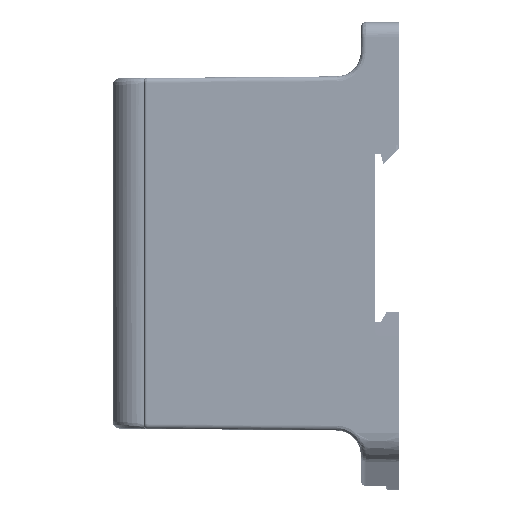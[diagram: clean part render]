
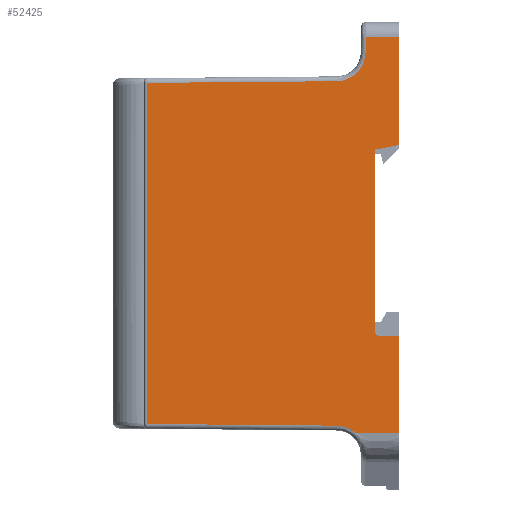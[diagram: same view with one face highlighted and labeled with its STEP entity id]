
A CAD part, left-side view. The second image highlights one B-rep face of the part: STEP entity #52425.
In plain terms, the highlighted planar face has unit normal (-1, 0.009, 0).
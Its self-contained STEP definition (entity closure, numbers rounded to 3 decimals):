
#5633=DIRECTION('',(-0.009,-0.978,0.208));
#5634=VECTOR('',#5633,3.48);
#5635=CARTESIAN_POINT('',(-42.337,-5.2,21.51));
#5636=LINE('',#5635,#5634);
#5640=DIRECTION('',(-0.009,-1.,0.009));
#5641=VECTOR('',#5640,1.2);
#5642=CARTESIAN_POINT('',(-42.326,-4.,21.5));
#5643=LINE('',#5642,#5641);
#5647=DIRECTION('',(0.009,1.,0.009));
#5648=VECTOR('',#5647,4.009);
#5649=CARTESIAN_POINT('',(-42.37,-9.,-17.));
#5650=LINE('',#5649,#5648);
#5654=DIRECTION('',(0.,0.,-1.));
#5655=VECTOR('',#5654,19.801);
#5656=CARTESIAN_POINT('',(-42.37,-9.,-17.));
#5657=LINE('',#5656,#5655);
#5661=CARTESIAN_POINT('',(-42.291,0.044,
-36.801));
#5662=CARTESIAN_POINT('',(-42.29,0.175,
-36.687));
#5663=CARTESIAN_POINT('',(-42.287,0.446,
-36.474));
#5664=CARTESIAN_POINT('',(-42.284,0.877,
-36.19));
#5665=CARTESIAN_POINT('',(-42.28,1.331,
-35.944));
#5666=CARTESIAN_POINT('',(-42.276,1.799,
-35.74));
#5667=CARTESIAN_POINT('',(-42.271,2.277,
-35.579));
#5668=CARTESIAN_POINT('',(-42.267,2.765,
-35.458));
#5669=CARTESIAN_POINT('',(-42.263,3.295,
-35.373));
#5670=CARTESIAN_POINT('',(-42.259,3.698,
-35.347));
#5671=CARTESIAN_POINT('',(-42.257,3.91,
-35.345));
#5676=DIRECTION('',(0.009,1.,0.009));
#5677=VECTOR('',#5676,38.997);
#5678=CARTESIAN_POINT('',(-42.257,3.91,
-35.345));
#5679=LINE('',#5678,#5677);
#5683=DIRECTION('',(0.,0.,1.));
#5684=VECTOR('',#5683,70.009);
#5685=CARTESIAN_POINT('',(-41.917,42.904,
-35.004));
#5686=LINE('',#5685,#5684);
#5690=DIRECTION('',(0.009,1.,-0.009));
#5691=VECTOR('',#5690,38.997);
#5692=CARTESIAN_POINT('',(-42.257,3.91,35.345));
#5693=LINE('',#5692,#5691);
#5697=CARTESIAN_POINT('',(-42.309,-2.037,
41.292));
#5698=CARTESIAN_POINT('',(-42.309,-2.034,
40.888));
#5699=CARTESIAN_POINT('',(-42.308,-1.945,
40.109));
#5700=CARTESIAN_POINT('',(-42.305,-1.617,
39.046));
#5701=CARTESIAN_POINT('',(-42.301,-1.092,
38.044));
#5702=CARTESIAN_POINT('',(-42.295,-0.383,
37.158));
#5703=CARTESIAN_POINT('',(-42.287,0.453,
36.434));
#5704=CARTESIAN_POINT('',(-42.278,1.47,35.841));
#5705=CARTESIAN_POINT('',(-42.268,2.659,35.444));
#5706=CARTESIAN_POINT('',(-42.261,3.483,35.348));
#5707=CARTESIAN_POINT('',(-42.257,3.91,35.345));
#5712=DIRECTION('',(0.,0.009,-1.));
#5713=VECTOR('',#5712,3.208);
#5714=CARTESIAN_POINT('',(-42.309,-2.065,
44.5));
#5715=LINE('',#5714,#5713);
#5719=DIRECTION('',(-0.009,-1.,0.));
#5720=VECTOR('',#5719,6.935);
#5721=CARTESIAN_POINT('',(-42.309,-2.065,
44.5));
#5722=LINE('',#5721,#5720);
#5726=CARTESIAN_POINT('',(-42.366,-8.604,
22.234));
#5727=CARTESIAN_POINT('',(-42.368,-8.736,
22.262));
#5728=CARTESIAN_POINT('',(-42.369,-8.909,
22.392));
#5729=CARTESIAN_POINT('',(-42.37,-9.,22.588));
#5730=CARTESIAN_POINT('',(-42.37,-9.,22.723));
#6337=DIRECTION('',(0.,0.,1.));
#6338=VECTOR('',#6337,21.777);
#6339=CARTESIAN_POINT('',(-42.37,-9.,22.723));
#6340=LINE('',#6339,#6338);
#6350=CARTESIAN_POINT('',(-42.37,-9.,44.5));
#7908=DIRECTION('',(-0.009,-1.,0.));
#7909=VECTOR('',#7908,9.044);
#7910=CARTESIAN_POINT('',(-42.291,0.044,
-36.801));
#7911=LINE('',#7910,#7909);
#10785=CARTESIAN_POINT('',(-41.917,42.904,
-35.004));
#25077=CARTESIAN_POINT('',(-41.917,42.904,
35.004));
#26473=DIRECTION('',(0.,0.,1.));
#26474=VECTOR('',#26473,37.465);
#26475=CARTESIAN_POINT('',(-42.326,-4.,-15.965));
#26476=LINE('',#26475,#26474);
#33012=CARTESIAN_POINT('',(-42.335,-4.991,
-16.965));
#33013=CARTESIAN_POINT('',(-42.332,-4.661,
-16.962));
#33014=CARTESIAN_POINT('',(-42.328,-4.249,
-16.709));
#33015=CARTESIAN_POINT('',(-42.326,-4.,-16.295));
#33016=CARTESIAN_POINT('',(-42.326,-4.,-15.965));
#42682=CARTESIAN_POINT('',(-42.37,-9.,-36.801));
#42683=VERTEX_POINT('',#42682);
#42840=CARTESIAN_POINT('',(-42.326,-4.,21.5));
#42841=CARTESIAN_POINT('',(-42.337,-5.2,21.51));
#42842=VERTEX_POINT('',#42840);
#42843=VERTEX_POINT('',#42841);
#42901=VERTEX_POINT('',#6350);
#43040=VERTEX_POINT('',#5661);
#43041=VERTEX_POINT('',#5671);
#43141=VERTEX_POINT('',#5697);
#43142=VERTEX_POINT('',#5707);
#43145=CARTESIAN_POINT('',(-42.309,-2.065,
44.5));
#43146=VERTEX_POINT('',#43145);
#43636=VERTEX_POINT('',#25077);
#43775=VERTEX_POINT('',#10785);
#44066=CARTESIAN_POINT('',(-42.366,-8.604,
22.234));
#44068=VERTEX_POINT('',#44066);
#44070=CARTESIAN_POINT('',(-42.37,-9.,22.723));
#44072=VERTEX_POINT('',#44070);
#47609=CARTESIAN_POINT('',(-42.37,-9.,-17.));
#47610=VERTEX_POINT('',#47609);
#47618=CARTESIAN_POINT('',(-42.326,-4.,-15.965));
#47620=VERTEX_POINT('',#47618);
#47622=CARTESIAN_POINT('',(-42.335,-4.991,
-16.965));
#47623=VERTEX_POINT('',#47622);
#52388=CARTESIAN_POINT('',(-42.3,-1.,-38.46));
#52389=DIRECTION('',(-1.,0.009,0.));
#52390=DIRECTION('',(0.,0.,1.));
#52391=AXIS2_PLACEMENT_3D('',#52388,#52389,#52390);
#52392=PLANE('',#52391);
#52393=ORIENTED_EDGE('',*,*,#52353,.F.);
#52395=ORIENTED_EDGE('',*,*,#52394,.F.);
#52397=ORIENTED_EDGE('',*,*,#52396,.F.);
#52399=ORIENTED_EDGE('',*,*,#52398,.F.);
#52401=ORIENTED_EDGE('',*,*,#52400,.F.);
#52403=ORIENTED_EDGE('',*,*,#52402,.T.);
#52405=ORIENTED_EDGE('',*,*,#52404,.F.);
#52407=ORIENTED_EDGE('',*,*,#52406,.T.);
#52409=ORIENTED_EDGE('',*,*,#52408,.T.);
#52411=ORIENTED_EDGE('',*,*,#52410,.T.);
#52413=ORIENTED_EDGE('',*,*,#52412,.F.);
#52415=ORIENTED_EDGE('',*,*,#52414,.F.);
#52417=ORIENTED_EDGE('',*,*,#52416,.F.);
#52419=ORIENTED_EDGE('',*,*,#52418,.T.);
#52421=ORIENTED_EDGE('',*,*,#52420,.F.);
#52422=ORIENTED_EDGE('',*,*,#52379,.F.);
#52423=EDGE_LOOP('',(#52393,#52395,#52397,#52399,#52401,#52403,#52405,#52407,
#52409,#52411,#52413,#52415,#52417,#52419,#52421,#52422));
#52424=FACE_OUTER_BOUND('',#52423,.F.);
#5672=B_SPLINE_CURVE_WITH_KNOTS('',3,(#5661,#5662,#5663,#5664,#5665,#5666,#5667,
#5668,#5669,#5670,#5671),.UNSPECIFIED.,.F.,.F.,(4,1,1,1,1,1,1,1,4),(0.,
0.125,0.25,0.375,0.5,0.625,0.75,0.875,1.),.UNSPECIFIED.);
#5708=B_SPLINE_CURVE_WITH_KNOTS('',3,(#5697,#5698,#5699,#5700,#5701,#5702,#5703,
#5704,#5705,#5706,#5707),.UNSPECIFIED.,.F.,.F.,(4,1,1,1,1,1,1,1,4),(0.,
0.125,0.25,0.375,0.5,0.625,0.75,0.875,1.),.UNSPECIFIED.);
#5731=B_SPLINE_CURVE_WITH_KNOTS('',3,(#5726,#5727,#5728,#5729,#5730),
.UNSPECIFIED.,.F.,.F.,(4,1,4),(0.,0.5,1.),.UNSPECIFIED.);
#33017=B_SPLINE_CURVE_WITH_KNOTS('',3,(#33012,#33013,#33014,#33015,#33016),
.UNSPECIFIED.,.F.,.F.,(4,1,4),(0.,0.5,1.),.UNSPECIFIED.);
#52353=EDGE_CURVE('',#42843,#44068,#5636,.T.);
#52379=EDGE_CURVE('',#44068,#44072,#5731,.T.);
#52394=EDGE_CURVE('',#42842,#42843,#5643,.T.);
#52396=EDGE_CURVE('',#47620,#42842,#26476,.T.);
#52398=EDGE_CURVE('',#47623,#47620,#33017,.T.);
#52400=EDGE_CURVE('',#47610,#47623,#5650,.T.);
#52402=EDGE_CURVE('',#47610,#42683,#5657,.T.);
#52404=EDGE_CURVE('',#43040,#42683,#7911,.T.);
#52406=EDGE_CURVE('',#43040,#43041,#5672,.T.);
#52408=EDGE_CURVE('',#43041,#43775,#5679,.T.);
#52410=EDGE_CURVE('',#43775,#43636,#5686,.T.);
#52412=EDGE_CURVE('',#43142,#43636,#5693,.T.);
#52414=EDGE_CURVE('',#43141,#43142,#5708,.T.);
#52416=EDGE_CURVE('',#43146,#43141,#5715,.T.);
#52418=EDGE_CURVE('',#43146,#42901,#5722,.T.);
#52420=EDGE_CURVE('',#44072,#42901,#6340,.T.);
#52425=ADVANCED_FACE('',(#52424),#52392,.T.);
